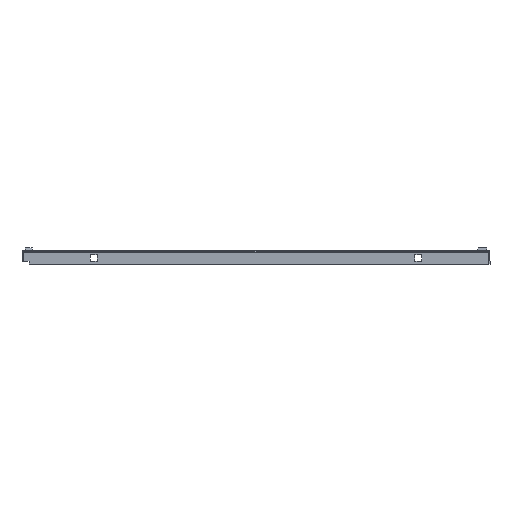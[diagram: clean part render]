
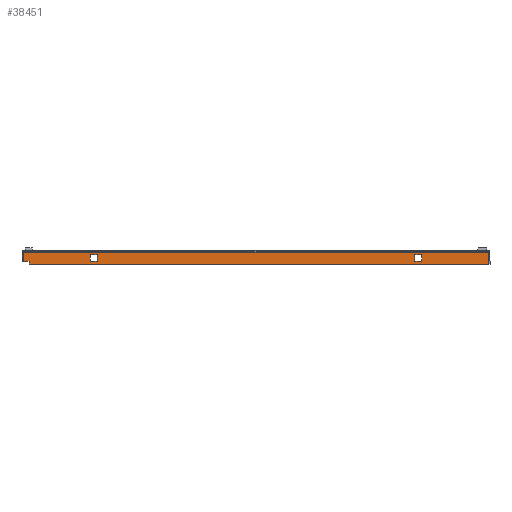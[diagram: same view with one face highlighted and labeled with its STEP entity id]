
A CAD part, front view. The second image highlights one B-rep face of the part: STEP entity #38451.
In plain terms, the highlighted planar face has unit normal (0, -1, 0).
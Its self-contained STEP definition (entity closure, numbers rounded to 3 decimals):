
#3877 = LINE ( 'NONE', #36555, #3882 ) ;
#3881 = LINE ( 'NONE', #36564, #3886 ) ;
#3882 = VECTOR ( 'NONE', #36566, 1000. ) ;
#3886 = VECTOR ( 'NONE', #36576, 1000. ) ;
#3887 = LINE ( 'NONE', #36585, #3890 ) ;
#3890 = VECTOR ( 'NONE', #36589, 1000. ) ;
#3891 = LINE ( 'NONE', #36595, #3894 ) ;
#3893 = LINE ( 'NONE', #36587, #3902 ) ;
#3894 = VECTOR ( 'NONE', #36599, 1000. ) ;
#3895 = LINE ( 'NONE', #36604, #3898 ) ;
#3898 = VECTOR ( 'NONE', #36607, 1000. ) ;
#3902 = VECTOR ( 'NONE', #36614, 1000. ) ;
#3913 = LINE ( 'NONE', #36639, #3916 ) ;
#3916 = VECTOR ( 'NONE', #36642, 1000. ) ;
#8737 = LINE ( 'NONE', #50448, #8766 ) ;
#8766 = VECTOR ( 'NONE', #50449, 1000. ) ;
#8817 = LINE ( 'NONE', #50431, #8830 ) ;
#8826 = LINE ( 'NONE', #50438, #8848 ) ;
#8830 = VECTOR ( 'NONE', #50429, 1000. ) ;
#8843 = LINE ( 'NONE', #50423, #8855 ) ;
#8848 = VECTOR ( 'NONE', #50424, 1000. ) ;
#8855 = VECTOR ( 'NONE', #50420, 1000. ) ;
#8860 = LINE ( 'NONE', #50416, #8873 ) ;
#8873 = VECTOR ( 'NONE', #50414, 1000. ) ;
#8885 = LINE ( 'NONE', #50407, #8896 ) ;
#8896 = VECTOR ( 'NONE', #50405, 1000. ) ;
#9466 = FACE_BOUND ( 'NONE', #88185, .T. ) ;
#9853 = FACE_BOUND ( 'NONE', #88177, .T. ) ;
#9906 = FACE_OUTER_BOUND ( 'NONE', #88179, .T. ) ;
#26674 = EDGE_CURVE ( 'NONE', #47686, #47692, #8737, .T. ) ;
#26683 = EDGE_CURVE ( 'NONE', #47666, #47679, #8817, .T. ) ;
#26685 = EDGE_CURVE ( 'NONE', #47677, #47666, #8826, .T. ) ;
#26686 = EDGE_CURVE ( 'NONE', #47675, #47677, #8843, .T. ) ;
#26688 = EDGE_CURVE ( 'NONE', #47670, #47675, #8860, .T. ) ;
#26691 = EDGE_CURVE ( 'NONE', #47679, #47688, #8885, .T. ) ;
#36555 = CARTESIAN_POINT ( 'NONE',  ( 330.25, -299., -4.25 ) ) ;
#36564 = CARTESIAN_POINT ( 'NONE',  ( 235.25, -299., -18. ) ) ;
#36566 = DIRECTION ( 'NONE',  ( -1., 0., 0. ) ) ;
#36576 = DIRECTION ( 'NONE',  ( 0., 0., 1. ) ) ;
#36585 = CARTESIAN_POINT ( 'NONE',  ( -225.75, -299., -18. ) ) ;
#36587 = CARTESIAN_POINT ( 'NONE',  ( 330.25, -299., -4.25 ) ) ;
#36589 = DIRECTION ( 'NONE',  ( 0., 0., 1. ) ) ;
#36595 = CARTESIAN_POINT ( 'NONE',  ( 225.75, -299., -18. ) ) ;
#36599 = DIRECTION ( 'NONE',  ( 0., 0., -1. ) ) ;
#36604 = CARTESIAN_POINT ( 'NONE',  ( -235.25, -299., -18. ) ) ;
#36607 = DIRECTION ( 'NONE',  ( 0., 0., -1. ) ) ;
#36614 = DIRECTION ( 'NONE',  ( -1., 0., 0. ) ) ;
#36639 = CARTESIAN_POINT ( 'NONE',  ( 330.25, -299., -13.75 ) ) ;
#36642 = DIRECTION ( 'NONE',  ( 1., 0., 0. ) ) ;
#38451 = ADVANCED_FACE ( 'NONE', ( #9906, #9853, #9466 ), #58871, .F. ) ;
#39449 = EDGE_CURVE ( 'NONE', #47694, #47705, #3877, .T. ) ;
#39453 = EDGE_CURVE ( 'NONE', #47690, #47694, #3881, .T. ) ;
#39458 = EDGE_CURVE ( 'NONE', #47692, #47681, #3887, .T. ) ;
#39463 = EDGE_CURVE ( 'NONE', #47705, #47707, #3891, .T. ) ;
#39467 = EDGE_CURVE ( 'NONE', #47696, #47686, #3895, .T. ) ;
#39472 = EDGE_CURVE ( 'NONE', #47681, #47696, #3893, .T. ) ;
#39488 = EDGE_CURVE ( 'NONE', #47707, #47690, #3913, .T. ) ;
#47666 = VERTEX_POINT ( 'NONE', #66581 ) ;
#47670 = VERTEX_POINT ( 'NONE', #66583 ) ;
#47675 = VERTEX_POINT ( 'NONE', #66585 ) ;
#47677 = VERTEX_POINT ( 'NONE', #66586 ) ;
#47679 = VERTEX_POINT ( 'NONE', #66587 ) ;
#47681 = VERTEX_POINT ( 'NONE', #66588 ) ;
#47686 = VERTEX_POINT ( 'NONE', #66590 ) ;
#47688 = VERTEX_POINT ( 'NONE', #66591 ) ;
#47690 = VERTEX_POINT ( 'NONE', #66592 ) ;
#47692 = VERTEX_POINT ( 'NONE', #66593 ) ;
#47694 = VERTEX_POINT ( 'NONE', #66594 ) ;
#47696 = VERTEX_POINT ( 'NONE', #66595 ) ;
#47705 = VERTEX_POINT ( 'NONE', #66599 ) ;
#47707 = VERTEX_POINT ( 'NONE', #66600 ) ;
#50405 = DIRECTION ( 'NONE',  ( 0., 0., 1. ) ) ;
#50407 = CARTESIAN_POINT ( 'NONE',  ( -330.5, -299., -18. ) ) ;
#50414 = DIRECTION ( 'NONE',  ( 0., 0., -1. ) ) ;
#50416 = CARTESIAN_POINT ( 'NONE',  ( 330.5, -299., -18. ) ) ;
#50420 = DIRECTION ( 'NONE',  ( -1., 0., 0. ) ) ;
#50423 = CARTESIAN_POINT ( 'NONE',  ( 330.25, -299., -18. ) ) ;
#50424 = DIRECTION ( 'NONE',  ( 0., 0., 1. ) ) ;
#50429 = DIRECTION ( 'NONE',  ( -1., 0., 0. ) ) ;
#50431 = CARTESIAN_POINT ( 'NONE',  ( 330.25, -299., -14. ) ) ;
#50438 = CARTESIAN_POINT ( 'NONE',  ( -322.5, -299., -18. ) ) ;
#50448 = CARTESIAN_POINT ( 'NONE',  ( 330.25, -299., -13.75 ) ) ;
#50449 = DIRECTION ( 'NONE',  ( 1., 0., 0. ) ) ;
#58869 = DIRECTION ( 'NONE',  ( 0., 0., 1. ) ) ;
#58871 = PLANE ( 'NONE',  #70794 ) ;
#58886 = DIRECTION ( 'NONE',  ( 0., 1., 0. ) ) ;
#58888 = CARTESIAN_POINT ( 'NONE',  ( 330.25, -299., -18. ) ) ;
#65631 = ORIENTED_EDGE ( 'NONE', *, *, #39463, .F. ) ;
#65634 = ORIENTED_EDGE ( 'NONE', *, *, #39488, .F. ) ;
#65637 = ORIENTED_EDGE ( 'NONE', *, *, #39453, .F. ) ;
#65640 = ORIENTED_EDGE ( 'NONE', *, *, #39449, .F. ) ;
#65644 = ORIENTED_EDGE ( 'NONE', *, *, #26674, .F. ) ;
#65647 = ORIENTED_EDGE ( 'NONE', *, *, #39458, .F. ) ;
#65649 = ORIENTED_EDGE ( 'NONE', *, *, #39472, .F. ) ;
#65652 = ORIENTED_EDGE ( 'NONE', *, *, #39467, .F. ) ;
#65655 = ORIENTED_EDGE ( 'NONE', *, *, #26683, .F. ) ;
#65659 = ORIENTED_EDGE ( 'NONE', *, *, #26691, .F. ) ;
#65662 = ORIENTED_EDGE ( 'NONE', *, *, #78405, .F. ) ;
#65664 = ORIENTED_EDGE ( 'NONE', *, *, #26688, .F. ) ;
#65667 = ORIENTED_EDGE ( 'NONE', *, *, #26686, .F. ) ;
#65670 = ORIENTED_EDGE ( 'NONE', *, *, #26685, .F. ) ;
#66581 = CARTESIAN_POINT ( 'NONE',  ( -322.5, -299., -14. ) ) ;
#66583 = CARTESIAN_POINT ( 'NONE',  ( 330.5, -299., -0.75 ) ) ;
#66585 = CARTESIAN_POINT ( 'NONE',  ( 330.5, -299., -18. ) ) ;
#66586 = CARTESIAN_POINT ( 'NONE',  ( -322.5, -299., -18. ) ) ;
#66587 = CARTESIAN_POINT ( 'NONE',  ( -330.5, -299., -14. ) ) ;
#66588 = CARTESIAN_POINT ( 'NONE',  ( -225.75, -299., -4.25 ) ) ;
#66590 = CARTESIAN_POINT ( 'NONE',  ( -235.25, -299., -13.75 ) ) ;
#66591 = CARTESIAN_POINT ( 'NONE',  ( -330.5, -299., -0.75 ) ) ;
#66592 = CARTESIAN_POINT ( 'NONE',  ( 235.25, -299., -13.75 ) ) ;
#66593 = CARTESIAN_POINT ( 'NONE',  ( -225.75, -299., -13.75 ) ) ;
#66594 = CARTESIAN_POINT ( 'NONE',  ( 235.25, -299., -4.25 ) ) ;
#66595 = CARTESIAN_POINT ( 'NONE',  ( -235.25, -299., -4.25 ) ) ;
#66599 = CARTESIAN_POINT ( 'NONE',  ( 225.75, -299., -4.25 ) ) ;
#66600 = CARTESIAN_POINT ( 'NONE',  ( 225.75, -299., -13.75 ) ) ;
#70316 = CARTESIAN_POINT ( 'NONE',  ( -661.003, -299., -0.75 ) ) ;
#70326 = DIRECTION ( 'NONE',  ( 1., 0., 0. ) ) ;
#70794 = AXIS2_PLACEMENT_3D ( 'NONE', #58888, #58886, #58869 ) ;
#72071 = LINE ( 'NONE', #70316, #72078 ) ;
#72078 = VECTOR ( 'NONE', #70326, 1000. ) ;
#78405 = EDGE_CURVE ( 'NONE', #47688, #47670, #72071, .T. ) ;
#88177 = EDGE_LOOP ( 'NONE', ( #65652, #65649, #65647, #65644 ) ) ;
#88179 = EDGE_LOOP ( 'NONE', ( #65670, #65667, #65664, #65662, #65659, #65655 ) ) ;
#88185 = EDGE_LOOP ( 'NONE', ( #65640, #65637, #65634, #65631 ) ) ;
